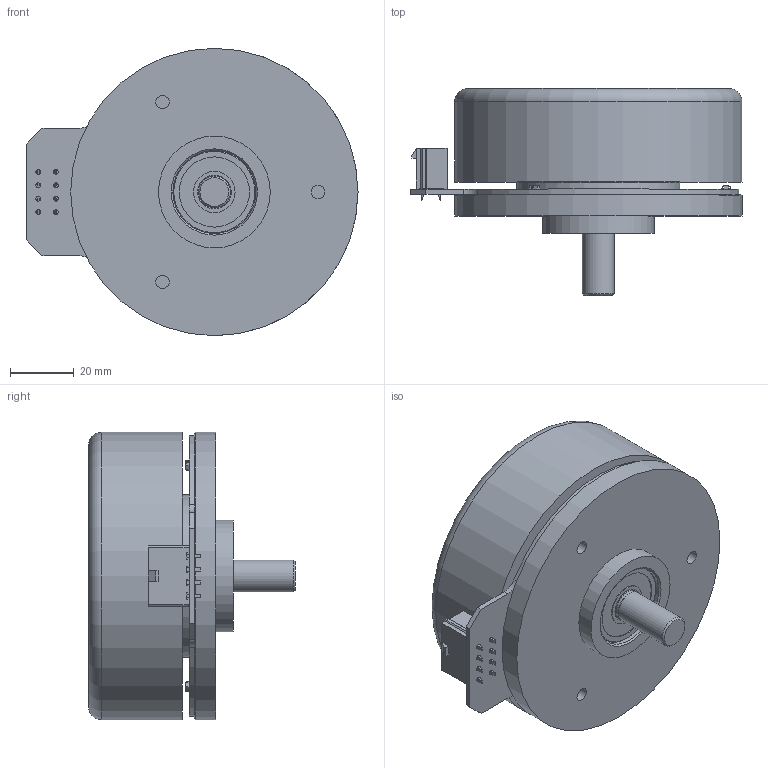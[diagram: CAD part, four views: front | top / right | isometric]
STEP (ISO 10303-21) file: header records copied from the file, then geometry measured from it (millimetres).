
FILE_DESCRIPTION(/* description */ (''),/* implementation_level */ '2;1');
FILE_NAME(/* name */ 'DFA90L048017-A.stp',/* time_stamp */ '2019-12-18T14:11:45+01:00',/* author */ ('angelika.schneid'),/* organization */ (''),/* preprocessor_version */ 'ST-DEVELOPER v17.2',/* originating_system */ 'Autodesk Inventor 2019',/* authorisation */ '');
FILE_SCHEMA (('AUTOMOTIVE_DESIGN { 1 0 10303 214 3 1 1 }'));
Length unit declared in the file: millimetre
Products named in the file (1): DFA90L048017-A_Shrinkwrap_1
Bounding box: 104 x 64.8 x 90 mm (x, y, z)
Volume: 245109.8 mm3; surface area: 64554.5 mm2
Topology: 11 solids, 11 shells, 497 faces, 1292 edges, 878 vertices
Faces by surface type: plane 439, cylinder 48, torus 6, cone 4
Full cylindrical faces by diameter (mm): 1.5 x8, 1.55 x3, 2 x3, 2.4 x2, 4.2 x3, 9.6 x1, 10 x4, 13 x2, 18 x1, 22 x2, 26 x3, 26.2 x1, 35 x1, 51 x1, 55 x1, 70 x1, 78 x1, 80 x1, 89 x1, 90 x2
Entity records: 15766 total; most frequent: CARTESIAN_POINT 2668, ORIENTED_EDGE 2584, DIRECTION 2488, EDGE_CURVE 1292, LINE 1092, VECTOR 1092, VERTEX_POINT 878, AXIS2_PLACEMENT_3D 698
